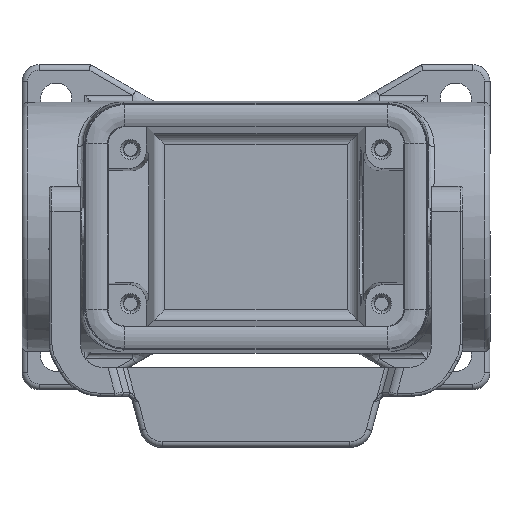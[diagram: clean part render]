
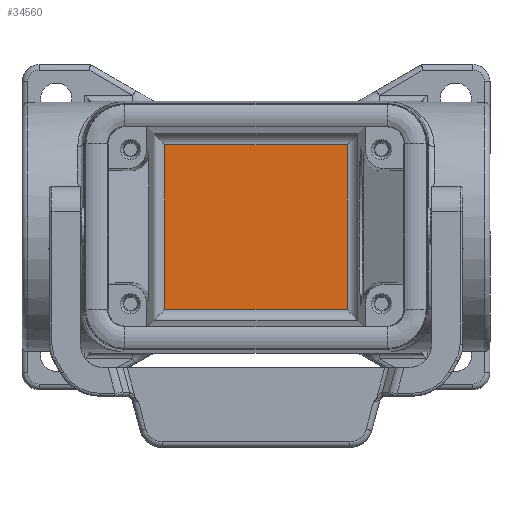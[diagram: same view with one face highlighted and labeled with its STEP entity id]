
A CAD part, top view. The second image highlights one B-rep face of the part: STEP entity #34560.
In plain terms, the highlighted face is planar.
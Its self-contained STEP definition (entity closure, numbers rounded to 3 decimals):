
#23830=CARTESIAN_POINT('',(50.637,47.697,67.));
#23840=VERTEX_POINT('',#23830);
#24020=CARTESIAN_POINT('',(18.745,47.697,67.));
#24030=VERTEX_POINT('',#24020);
#24060=CARTESIAN_POINT('',(82.382,47.697,67.));
#24070=DIRECTION('',(1.,0.,0.));
#24080=VECTOR('',#24070,1.);
#24090=LINE('',#24060,#24080);
#24100=EDGE_CURVE('',#24030,#23840,#24090,.T.);
#26610=CARTESIAN_POINT('',(50.637,0.,67.));
#26620=DIRECTION('',(0.,-1.,0.));
#26630=VECTOR('',#26620,1.);
#26640=LINE('',#26610,#26630);
#26650=CARTESIAN_POINT('',(50.637,18.805,67.));
#26660=VERTEX_POINT('',#26650);
#26670=EDGE_CURVE('',#23840,#26660,#26640,.T.);
#34330=CARTESIAN_POINT('',(0.,0.,67.
));
#34340=DIRECTION('',(0.,0.,1.));
#34350=DIRECTION('',(1.,0.,0.));
#34360=AXIS2_PLACEMENT_3D('',#34330,#34340,#34350);
#34370=PLANE('',#34360);
#34380=ORIENTED_EDGE('',*,*,#26670,.T.);
#34390=ORIENTED_EDGE('',*,*,#24100,.T.);
#34400=CARTESIAN_POINT('',(18.745,0.,67.));
#34410=DIRECTION('',(0.,-1.,0.));
#34420=VECTOR('',#34410,1.);
#34430=LINE('',#34400,#34420);
#34440=CARTESIAN_POINT('',(18.745,18.805,67.));
#34450=VERTEX_POINT('',#34440);
#34460=EDGE_CURVE('',#24030,#34450,#34430,.T.);
#34470=ORIENTED_EDGE('',*,*,#34460,.F.);
#34480=CARTESIAN_POINT('',(-13.,18.805,67.));
#34490=DIRECTION('',(1.,0.,0.));
#34500=VECTOR('',#34490,1.);
#34510=LINE('',#34480,#34500);
#34520=EDGE_CURVE('',#34450,#26660,#34510,.T.);
#34530=ORIENTED_EDGE('',*,*,#34520,.F.);
#34540=EDGE_LOOP('',(#34530,#34470,#34390,#34380));
#34550=FACE_OUTER_BOUND('',#34540,.T.);
#34560=ADVANCED_FACE('',(#34550),#34370,.F.);
